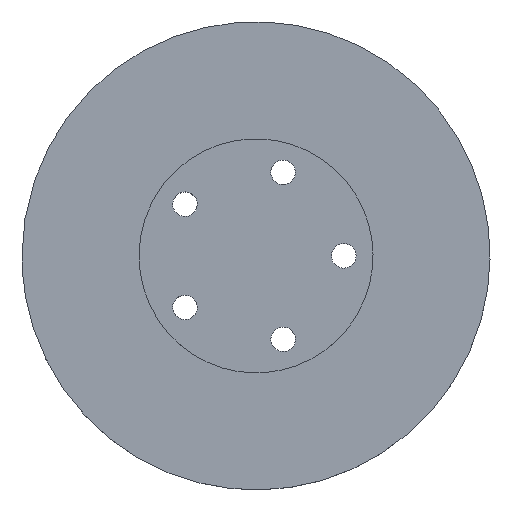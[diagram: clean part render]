
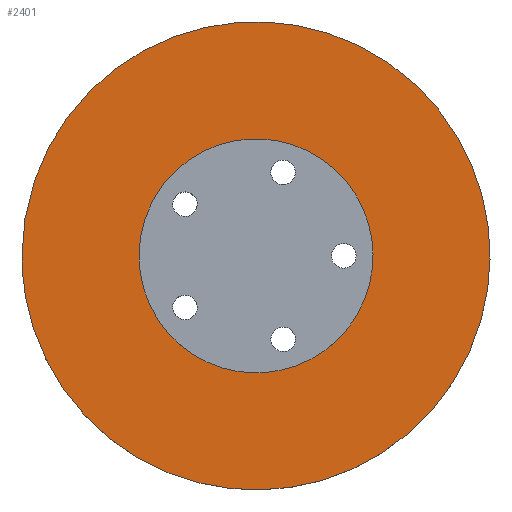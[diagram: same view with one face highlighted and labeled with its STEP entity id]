
A CAD part, top view. The second image highlights one B-rep face of the part: STEP entity #2401.
In plain terms, the highlighted planar face has unit normal (0, 0, 1).
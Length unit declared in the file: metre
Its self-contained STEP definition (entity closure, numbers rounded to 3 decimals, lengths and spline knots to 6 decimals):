
#120 = CARTESIAN_POINT('NONE', (-3.87096, 0, -0.254));
#121 = VERTEX_POINT('NONE', #120);
#124 = CARTESIAN_POINT('NONE', (1.24841, 0., -0.254));
#125 = VERTEX_POINT('NONE', #124);
#128 = CARTESIAN_POINT('NONE', (0.38578, -1.187308, -0.254));
#129 = VERTEX_POINT('NONE', #128);
#132 = CARTESIAN_POINT('NONE', (-1.009985, -0.733797, -0.254));
#133 = VERTEX_POINT('NONE', #132);
#136 = CARTESIAN_POINT('NONE', (-1.009985, 0.733797, -0.254));
#137 = VERTEX_POINT('NONE', #136);
#140 = CARTESIAN_POINT('NONE', (0.38578, 1.187308, -0.254));
#141 = VERTEX_POINT('NONE', #140);
#840 = CARTESIAN_POINT('NONE', (-3.87096, 0, -0.254));
#841 = CARTESIAN_POINT('NONE', (-3.87096, 3.87096, -0.254));
#842 = CARTESIAN_POINT('NONE', (0., 3.87096, -0.254));
#843 = CARTESIAN_POINT('NONE', (3.87096, 3.87096, -0.254));
#844 = CARTESIAN_POINT('NONE', (3.87096, 0., -0.254));
#845 = CARTESIAN_POINT('NONE', (3.87096, -3.87096, -0.254));
#846 = CARTESIAN_POINT('NONE', (0., -3.87096, -0.254));
#847 = CARTESIAN_POINT('NONE', (-3.87096, -3.87096, -0.254));
#848 = CARTESIAN_POINT('NONE', (-3.87096, 0, -0.254));
#849 = (
  BOUNDED_CURVE()
  B_SPLINE_CURVE(2, (#840, #841, #842, #843, #844, #845, #846, #847, #848), .UNSPECIFIED., .F., .F.)
  B_SPLINE_CURVE_WITH_KNOTS((3, 2, 2, 2, 3), (0, 0.25, 0.5, 0.75, 1), .UNSPECIFIED.)
  CURVE()
  GEOMETRIC_REPRESENTATION_ITEM()
  RATIONAL_B_SPLINE_CURVE((1, 0.707, 1, 0.707, 1, 0.707, 1, 0.707, 1))
  REPRESENTATION_ITEM('NONE')
);
#864 = CARTESIAN_POINT('NONE', (1.24841, 0., -0.254));
#865 = CARTESIAN_POINT('NONE', (1.24841, -0.2032, -0.254));
#866 = CARTESIAN_POINT('NONE', (1.45161, -0.2032, -0.254));
#867 = CARTESIAN_POINT('NONE', (1.65481, -0.2032, -0.254));
#868 = CARTESIAN_POINT('NONE', (1.65481, 0., -0.254));
#869 = CARTESIAN_POINT('NONE', (1.65481, 0.2032, -0.254));
#870 = CARTESIAN_POINT('NONE', (1.45161, 0.2032, -0.254));
#871 = CARTESIAN_POINT('NONE', (1.24841, 0.2032, -0.254));
#872 = CARTESIAN_POINT('NONE', (1.24841, 0., -0.254));
#873 = (
  BOUNDED_CURVE()
  B_SPLINE_CURVE(2, (#864, #865, #866, #867, #868, #869, #870, #871, #872), .UNSPECIFIED., .F., .F.)
  B_SPLINE_CURVE_WITH_KNOTS((3, 2, 2, 2, 3), (1, 1.25, 1.5, 1.75, 2), .UNSPECIFIED.)
  CURVE()
  GEOMETRIC_REPRESENTATION_ITEM()
  RATIONAL_B_SPLINE_CURVE((1, 0.707, 1, 0.707, 1, 0.707, 1, 0.707, 1))
  REPRESENTATION_ITEM('NONE')
);
#888 = CARTESIAN_POINT('NONE', (0.38578, -1.187308, -0.254));
#889 = CARTESIAN_POINT('NONE', (0.192525, -1.250101, -0.254));
#890 = CARTESIAN_POINT('NONE', (0.255317, -1.443355, -0.254));
#891 = CARTESIAN_POINT('NONE', (0.31811, -1.63661, -0.254));
#892 = CARTESIAN_POINT('NONE', (0.511364, -1.573818, -0.254));
#893 = CARTESIAN_POINT('NONE', (0.704619, -1.511026, -0.254));
#894 = CARTESIAN_POINT('NONE', (0.641827, -1.317771, -0.254));
#895 = CARTESIAN_POINT('NONE', (0.579035, -1.124516, -0.254));
#896 = CARTESIAN_POINT('NONE', (0.38578, -1.187308, -0.254));
#897 = (
  BOUNDED_CURVE()
  B_SPLINE_CURVE(2, (#888, #889, #890, #891, #892, #893, #894, #895, #896), .UNSPECIFIED., .F., .F.)
  B_SPLINE_CURVE_WITH_KNOTS((3, 2, 2, 2, 3), (2, 2.25, 2.5, 2.75, 3), .UNSPECIFIED.)
  CURVE()
  GEOMETRIC_REPRESENTATION_ITEM()
  RATIONAL_B_SPLINE_CURVE((1, 0.707, 1, 0.707, 1, 0.707, 1, 0.707, 1))
  REPRESENTATION_ITEM('NONE')
);
#912 = CARTESIAN_POINT('NONE', (-1.009985, -0.733797, -0.254));
#913 = CARTESIAN_POINT('NONE', (-1.129423, -0.569405, -0.254));
#914 = CARTESIAN_POINT('NONE', (-1.293815, -0.688843, -0.254));
#915 = CARTESIAN_POINT('NONE', (-1.458207, -0.808281, -0.254));
#916 = CARTESIAN_POINT('NONE', (-1.338769, -0.972673, -0.254));
#917 = CARTESIAN_POINT('NONE', (-1.219331, -1.137065, -0.254));
#918 = CARTESIAN_POINT('NONE', (-1.054939, -1.017627, -0.254));
#919 = CARTESIAN_POINT('NONE', (-0.890547, -0.898189, -0.254));
#920 = CARTESIAN_POINT('NONE', (-1.009985, -0.733797, -0.254));
#921 = (
  BOUNDED_CURVE()
  B_SPLINE_CURVE(2, (#912, #913, #914, #915, #916, #917, #918, #919, #920), .UNSPECIFIED., .F., .F.)
  B_SPLINE_CURVE_WITH_KNOTS((3, 2, 2, 2, 3), (3, 3.25, 3.5, 3.75, 4), .UNSPECIFIED.)
  CURVE()
  GEOMETRIC_REPRESENTATION_ITEM()
  RATIONAL_B_SPLINE_CURVE((1, 0.707, 1, 0.707, 1, 0.707, 1, 0.707, 1))
  REPRESENTATION_ITEM('NONE')
);
#936 = CARTESIAN_POINT('NONE', (-1.009985, 0.733797, -0.254));
#937 = CARTESIAN_POINT('NONE', (-0.890547, 0.898189, -0.254));
#938 = CARTESIAN_POINT('NONE', (-1.054939, 1.017627, -0.254));
#939 = CARTESIAN_POINT('NONE', (-1.219331, 1.137065, -0.254));
#940 = CARTESIAN_POINT('NONE', (-1.338769, 0.972673, -0.254));
#941 = CARTESIAN_POINT('NONE', (-1.458207, 0.808281, -0.254));
#942 = CARTESIAN_POINT('NONE', (-1.293815, 0.688843, -0.254));
#943 = CARTESIAN_POINT('NONE', (-1.129423, 0.569405, -0.254));
#944 = CARTESIAN_POINT('NONE', (-1.009985, 0.733797, -0.254));
#945 = (
  BOUNDED_CURVE()
  B_SPLINE_CURVE(2, (#936, #937, #938, #939, #940, #941, #942, #943, #944), .UNSPECIFIED., .F., .F.)
  B_SPLINE_CURVE_WITH_KNOTS((3, 2, 2, 2, 3), (4, 4.25, 4.5, 4.75, 5), .UNSPECIFIED.)
  CURVE()
  GEOMETRIC_REPRESENTATION_ITEM()
  RATIONAL_B_SPLINE_CURVE((1, 0.707, 1, 0.707, 1, 0.707, 1, 0.707, 1))
  REPRESENTATION_ITEM('NONE')
);
#960 = CARTESIAN_POINT('NONE', (0.38578, 1.187308, -0.254));
#961 = CARTESIAN_POINT('NONE', (0.579035, 1.124516, -0.254));
#962 = CARTESIAN_POINT('NONE', (0.641827, 1.317771, -0.254));
#963 = CARTESIAN_POINT('NONE', (0.704619, 1.511026, -0.254));
#964 = CARTESIAN_POINT('NONE', (0.511364, 1.573818, -0.254));
#965 = CARTESIAN_POINT('NONE', (0.31811, 1.63661, -0.254));
#966 = CARTESIAN_POINT('NONE', (0.255317, 1.443355, -0.254));
#967 = CARTESIAN_POINT('NONE', (0.192525, 1.250101, -0.254));
#968 = CARTESIAN_POINT('NONE', (0.38578, 1.187308, -0.254));
#969 = (
  BOUNDED_CURVE()
  B_SPLINE_CURVE(2, (#960, #961, #962, #963, #964, #965, #966, #967, #968), .UNSPECIFIED., .F., .F.)
  B_SPLINE_CURVE_WITH_KNOTS((3, 2, 2, 2, 3), (5, 5.25, 5.5, 5.75, 6), .UNSPECIFIED.)
  CURVE()
  GEOMETRIC_REPRESENTATION_ITEM()
  RATIONAL_B_SPLINE_CURVE((1, 0.707, 1, 0.707, 1, 0.707, 1, 0.707, 1))
  REPRESENTATION_ITEM('NONE')
);
#1071 = EDGE_CURVE('NONE', #121, #121, #849, .T.);
#1074 = EDGE_CURVE('NONE', #125, #125, #873, .T.);
#1077 = EDGE_CURVE('NONE', #129, #129, #897, .T.);
#1080 = EDGE_CURVE('NONE', #133, #133, #921, .T.);
#1083 = EDGE_CURVE('NONE', #137, #137, #945, .T.);
#1086 = EDGE_CURVE('NONE', #141, #141, #969, .T.);
#1380 = ORIENTED_EDGE('NONE', *, *, #1071, .T.);
#1381 = EDGE_LOOP('NONE', (#1380));
#1382 = ORIENTED_EDGE('NONE', *, *, #1074, .T.);
#1383 = EDGE_LOOP('NONE', (#1382));
#1384 = ORIENTED_EDGE('NONE', *, *, #1077, .T.);
#1385 = EDGE_LOOP('NONE', (#1384));
#1386 = ORIENTED_EDGE('NONE', *, *, #1080, .T.);
#1387 = EDGE_LOOP('NONE', (#1386));
#1388 = ORIENTED_EDGE('NONE', *, *, #1083, .T.);
#1389 = EDGE_LOOP('NONE', (#1388));
#1390 = ORIENTED_EDGE('NONE', *, *, #1086, .T.);
#1391 = EDGE_LOOP('NONE', (#1390));
#2221 = CARTESIAN_POINT('NONE', (0, 0, -0.254));
#2222 = DIRECTION('NONE', (0, -0, -1));
#2223 = AXIS2_PLACEMENT_3D('NONE', #2221, #2222, $);
#2224 = PLANE('NONE', #2223);
#2395 = FACE_OUTER_BOUND('NONE', #1381, .F.);
#2396 = FACE_BOUND('NONE', #1383, .F.);
#2397 = FACE_BOUND('NONE', #1385, .F.);
#2398 = FACE_BOUND('NONE', #1387, .F.);
#2399 = FACE_BOUND('NONE', #1389, .F.);
#2400 = FACE_BOUND('NONE', #1391, .F.);
#2401 = ADVANCED_FACE('NONE', (#2395, #2396, #2397, #2398, #2399, #2400), #2224, .F.);
